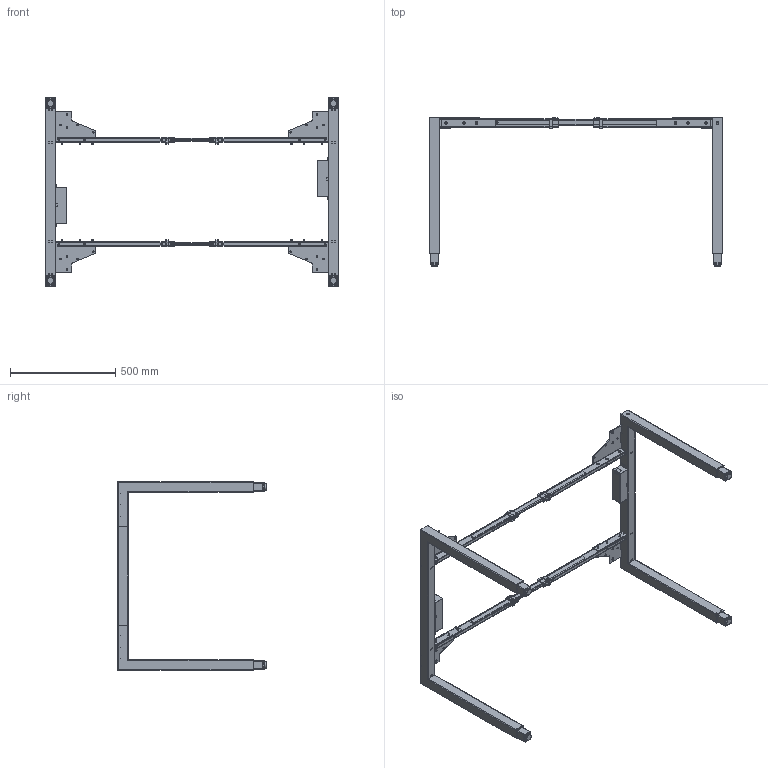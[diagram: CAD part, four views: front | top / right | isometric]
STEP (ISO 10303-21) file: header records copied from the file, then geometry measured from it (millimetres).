
FILE_DESCRIPTION (( 'STEP AP203' ), '1' );
FILE_NAME ('51216x_Tetra W4 900x1230-1845_2020.STEP', '2020-01-02T11:29:25', ( '' ), ( '' ), 'SwSTEP 2.0', 'SolidWorks 2019', '' );
FILE_SCHEMA (( 'CONFIG_CONTROL_DESIGN' ));
Length unit declared in the file: millimetre
Products named in the file (1): 51216x_Tetra W4 900x1230-1845_2020
Bounding box: 1395.2 x 705.8 x 899 mm (x, y, z)
Surface area: 1845356 mm2 (no closed solid volume)
Topology: 0 solids, 186 shells, 1102 faces, 4048 edges, 2986 vertices
Faces by surface type: plane 428, cylinder 392, cone 172, torus 82, bspline 16, sphere 12
Entity records: 44184 total; most frequent: CARTESIAN_POINT 8873, DIRECTION 8064, ORIENTED_EDGE 5966, EDGE_CURVE 4048, AXIS2_PLACEMENT_3D 3033, VERTEX_POINT 2986, LINE 1998, VECTOR 1998
